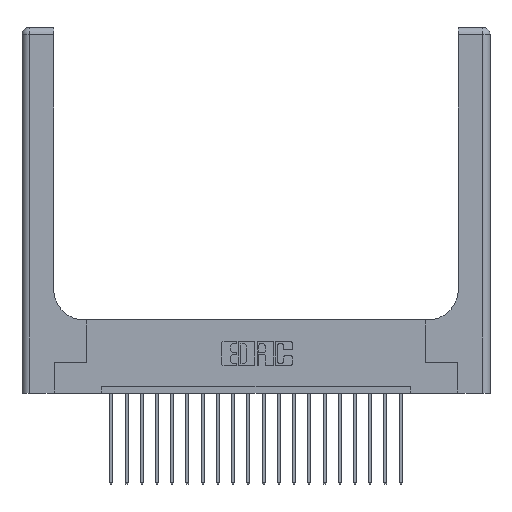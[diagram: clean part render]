
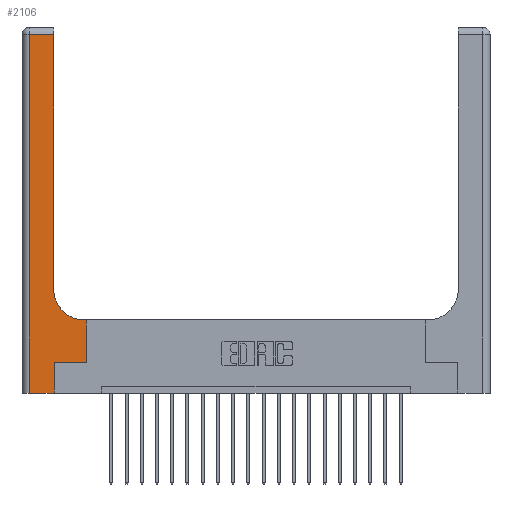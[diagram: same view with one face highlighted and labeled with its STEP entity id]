
A CAD part, top view. The second image highlights one B-rep face of the part: STEP entity #2106.
In plain terms, the highlighted planar face has unit normal (0, 0, 1).
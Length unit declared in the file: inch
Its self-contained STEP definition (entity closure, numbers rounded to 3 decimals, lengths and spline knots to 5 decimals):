
#100 = VERTEX_POINT ( 'NONE', #13821 ) ;
#125 = CARTESIAN_POINT ( 'NONE',  ( 0.528, 0.25, 0.37 ) ) ;
#287 = VECTOR ( 'NONE', #5711, 39.37008 ) ;
#583 = CARTESIAN_POINT ( 'NONE',  ( 0.26, 3., 0.37 ) ) ;
#690 = DIRECTION ( 'NONE',  ( 1., 0., 0. ) ) ;
#886 = VERTEX_POINT ( 'NONE', #9140 ) ;
#943 = CARTESIAN_POINT ( 'NONE',  ( 0.06, 0., 0.37 ) ) ;
#944 = VERTEX_POINT ( 'NONE', #12183 ) ;
#956 = LINE ( 'NONE', #7381, #20091 ) ;
#969 = CIRCLE ( 'NONE', #10863, 0.25 ) ;
#1626 = DIRECTION ( 'NONE',  ( -1., 0., 0. ) ) ;
#2106 = ADVANCED_FACE ( 'NONE', ( #16022 ), #20072, .F. ) ;
#2618 = CARTESIAN_POINT ( 'NONE',  ( 0.265, 0., 0.37 ) ) ;
#3031 = CARTESIAN_POINT ( 'NONE',  ( 0., 0., 0.37 ) ) ;
#4056 = CARTESIAN_POINT ( 'NONE',  ( 0.528, 0.25, 0.37 ) ) ;
#4589 = EDGE_CURVE ( 'NONE', #5108, #944, #11903, .T. ) ;
#5108 = VERTEX_POINT ( 'NONE', #943 ) ;
#5252 = EDGE_LOOP ( 'NONE', ( #8904, #15232, #15190, #9587, #8009, #14445, #8193, #13128, #5437 ) ) ;
#5437 = ORIENTED_EDGE ( 'NONE', *, *, #18642, .T. ) ;
#5711 = DIRECTION ( 'NONE',  ( 0., 1., 0. ) ) ;
#6283 = LINE ( 'NONE', #10028, #16226 ) ;
#6770 = VERTEX_POINT ( 'NONE', #19265 ) ;
#6971 = EDGE_CURVE ( 'NONE', #8815, #100, #10661, .T. ) ;
#7135 = DIRECTION ( 'NONE',  ( 0., 1., 0. ) ) ;
#7381 = CARTESIAN_POINT ( 'NONE',  ( 0., 2.94, 0.37 ) ) ;
#7445 = VECTOR ( 'NONE', #7135, 39.37008 ) ;
#7859 = DIRECTION ( 'NONE',  ( 1., 0., 0. ) ) ;
#8009 = ORIENTED_EDGE ( 'NONE', *, *, #20294, .T. ) ;
#8193 = ORIENTED_EDGE ( 'NONE', *, *, #6971, .T. ) ;
#8247 = DIRECTION ( 'NONE',  ( -1., 0., 0. ) ) ;
#8815 = VERTEX_POINT ( 'NONE', #125 ) ;
#8904 = ORIENTED_EDGE ( 'NONE', *, *, #11887, .T. ) ;
#9042 = DIRECTION ( 'NONE',  ( -1., 0., 0. ) ) ;
#9140 = CARTESIAN_POINT ( 'NONE',  ( 0.51, 0.6, 0.37 ) ) ;
#9503 = VERTEX_POINT ( 'NONE', #10414 ) ;
#9587 = ORIENTED_EDGE ( 'NONE', *, *, #4589, .T. ) ;
#9776 = DIRECTION ( 'NONE',  ( 0., 0., -1. ) ) ;
#9983 = VERTEX_POINT ( 'NONE', #15410 ) ;
#10028 = CARTESIAN_POINT ( 'NONE',  ( 0.06, 3., 0.37 ) ) ;
#10414 = CARTESIAN_POINT ( 'NONE',  ( 0.06, 2.94, 0.37 ) ) ;
#10661 = LINE ( 'NONE', #4056, #7445 ) ;
#10863 = AXIS2_PLACEMENT_3D ( 'NONE', #19283, #9776, #11353 ) ;
#11223 = LINE ( 'NONE', #17302, #15480 ) ;
#11353 = DIRECTION ( 'NONE',  ( 1., 0., 0. ) ) ;
#11887 = EDGE_CURVE ( 'NONE', #16232, #9983, #12678, .T. ) ;
#11903 = LINE ( 'NONE', #3031, #13167 ) ;
#11960 = DIRECTION ( 'NONE',  ( 0., 1., 0. ) ) ;
#12079 = CARTESIAN_POINT ( 'NONE',  ( 0., 3., 0.37 ) ) ;
#12183 = CARTESIAN_POINT ( 'NONE',  ( 0.265, 0., 0.37 ) ) ;
#12656 = EDGE_CURVE ( 'NONE', #9983, #9503, #956, .T. ) ;
#12678 = LINE ( 'NONE', #583, #17682 ) ;
#13064 = VECTOR ( 'NONE', #690, 39.37008 ) ;
#13128 = ORIENTED_EDGE ( 'NONE', *, *, #16371, .T. ) ;
#13156 = AXIS2_PLACEMENT_3D ( 'NONE', #12079, #13846, #9042 ) ;
#13167 = VECTOR ( 'NONE', #7859, 39.37008 ) ;
#13821 = CARTESIAN_POINT ( 'NONE',  ( 0.528, 0.6, 0.37 ) ) ;
#13846 = DIRECTION ( 'NONE',  ( 0., 0., -1. ) ) ;
#14271 = EDGE_CURVE ( 'NONE', #6770, #8815, #18324, .T. ) ;
#14445 = ORIENTED_EDGE ( 'NONE', *, *, #14271, .T. ) ;
#14760 = DIRECTION ( 'NONE',  ( 0., -1., 0. ) ) ;
#15190 = ORIENTED_EDGE ( 'NONE', *, *, #16653, .T. ) ;
#15232 = ORIENTED_EDGE ( 'NONE', *, *, #12656, .T. ) ;
#15350 = CARTESIAN_POINT ( 'NONE',  ( 0.26, 0.85, 0.37 ) ) ;
#15410 = CARTESIAN_POINT ( 'NONE',  ( 0.26, 2.94, 0.37 ) ) ;
#15480 = VECTOR ( 'NONE', #1626, 39.37008 ) ;
#16022 = FACE_OUTER_BOUND ( 'NONE', #5252, .T. ) ;
#16226 = VECTOR ( 'NONE', #14760, 39.37008 ) ;
#16232 = VERTEX_POINT ( 'NONE', #15350 ) ;
#16371 = EDGE_CURVE ( 'NONE', #100, #886, #11223, .T. ) ;
#16653 = EDGE_CURVE ( 'NONE', #9503, #5108, #6283, .T. ) ;
#16823 = CARTESIAN_POINT ( 'NONE',  ( 0.265, 0.25, 0.37 ) ) ;
#17302 = CARTESIAN_POINT ( 'NONE',  ( 0.26, 0.6, 0.37 ) ) ;
#17682 = VECTOR ( 'NONE', #11960, 39.37008 ) ;
#18224 = LINE ( 'NONE', #2618, #287 ) ;
#18324 = LINE ( 'NONE', #16823, #13064 ) ;
#18642 = EDGE_CURVE ( 'NONE', #886, #16232, #969, .T. ) ;
#19265 = CARTESIAN_POINT ( 'NONE',  ( 0.265, 0.25, 0.37 ) ) ;
#19283 = CARTESIAN_POINT ( 'NONE',  ( 0.51, 0.85, 0.37 ) ) ;
#20072 = PLANE ( 'NONE',  #13156 ) ;
#20091 = VECTOR ( 'NONE', #8247, 39.37008 ) ;
#20294 = EDGE_CURVE ( 'NONE', #944, #6770, #18224, .T. ) ;
